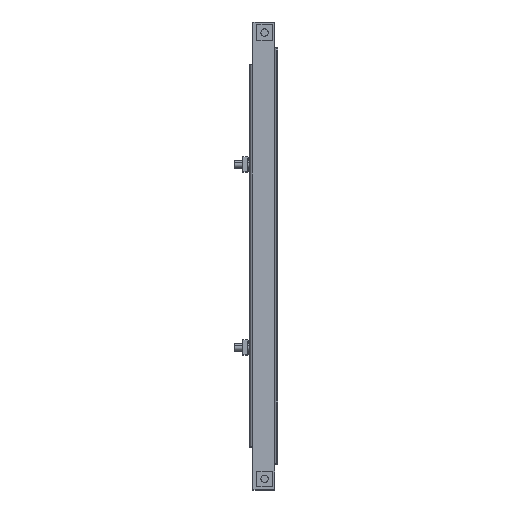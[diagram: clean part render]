
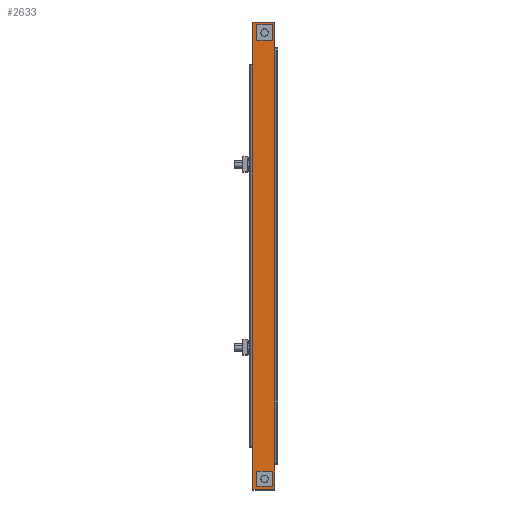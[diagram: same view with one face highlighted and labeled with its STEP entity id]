
A CAD part, top view. The second image highlights one B-rep face of the part: STEP entity #2633.
In plain terms, the highlighted face is planar.
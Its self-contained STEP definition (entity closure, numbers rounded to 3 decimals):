
#39 = CARTESIAN_POINT ( 'NONE',  ( 0., 0., -383. ) ) ;
#107 = ORIENTED_EDGE ( 'NONE', *, *, #4033, .T. ) ;
#164 = EDGE_CURVE ( 'NONE', #6600, #1778, #2815, .T. ) ;
#166 = ORIENTED_EDGE ( 'NONE', *, *, #2891, .T. ) ;
#183 = LINE ( 'NONE', #1827, #3860 ) ;
#225 = CARTESIAN_POINT ( 'NONE',  ( 0., 2.5, -383. ) ) ;
#233 = CARTESIAN_POINT ( 'NONE',  ( 0., 15.75, -379.1 ) ) ;
#241 = CARTESIAN_POINT ( 'NONE',  ( 0., 20.5, -35. ) ) ;
#330 = CARTESIAN_POINT ( 'NONE',  ( 0., 20.5, -348. ) ) ;
#634 = DIRECTION ( 'NONE',  ( 0., 0., 1. ) ) ;
#723 = ORIENTED_EDGE ( 'NONE', *, *, #5760, .T. ) ;
#737 = VECTOR ( 'NONE', #1335, 1000. ) ;
#832 = EDGE_CURVE ( 'NONE', #1778, #3477, #183, .T. ) ;
#857 = VECTOR ( 'NONE', #6130, 1000. ) ;
#888 = VERTEX_POINT ( 'NONE', #2985 ) ;
#1068 = VECTOR ( 'NONE', #4807, 1000. ) ;
#1174 = VERTEX_POINT ( 'NONE', #5452 ) ;
#1287 = EDGE_CURVE ( 'NONE', #4138, #2645, #3480, .T. ) ;
#1335 = DIRECTION ( 'NONE',  ( 0., 0., -1. ) ) ;
#1359 = VECTOR ( 'NONE', #5402, 1000. ) ;
#1450 = LINE ( 'NONE', #6880, #6847 ) ;
#1474 = EDGE_CURVE ( 'NONE', #6527, #888, #2537, .T. ) ;
#1488 = DIRECTION ( 'NONE',  ( 0., 0., 1. ) ) ;
#1583 = LINE ( 'NONE', #3248, #6518 ) ;
#1597 = CARTESIAN_POINT ( 'NONE',  ( 0., 15.75, -379.1 ) ) ;
#1601 = EDGE_CURVE ( 'NONE', #1174, #4278, #3301, .T. ) ;
#1673 = EDGE_LOOP ( 'NONE', ( #3241, #6036, #166, #2297, #6914, #2518, #1858, #6343 ) ) ;
#1778 = VERTEX_POINT ( 'NONE', #6763 ) ;
#1796 = LINE ( 'NONE', #6184, #6966 ) ;
#1827 = CARTESIAN_POINT ( 'NONE',  ( 0., 2.5, -383. ) ) ;
#1850 = FACE_BOUND ( 'NONE', #6202, .T. ) ;
#1858 = ORIENTED_EDGE ( 'NONE', *, *, #832, .F. ) ;
#1917 = CARTESIAN_POINT ( 'NONE',  ( 0., 20.5, 0. ) ) ;
#1921 = EDGE_LOOP ( 'NONE', ( #107, #4978, #4047, #2036 ) ) ;
#2036 = ORIENTED_EDGE ( 'NONE', *, *, #1474, .T. ) ;
#2287 = CARTESIAN_POINT ( 'NONE',  ( 0., 15.75, -369.6 ) ) ;
#2297 = ORIENTED_EDGE ( 'NONE', *, *, #1287, .T. ) ;
#2366 = EDGE_CURVE ( 'NONE', #6320, #2510, #2771, .T. ) ;
#2420 = DIRECTION ( 'NONE',  ( 0., -1., 0. ) ) ;
#2434 = VERTEX_POINT ( 'NONE', #5490 ) ;
#2477 = ORIENTED_EDGE ( 'NONE', *, *, #2958, .T. ) ;
#2510 = VERTEX_POINT ( 'NONE', #5595 ) ;
#2518 = ORIENTED_EDGE ( 'NONE', *, *, #4601, .T. ) ;
#2528 = CARTESIAN_POINT ( 'NONE',  ( 0., 15.75, -13.4 ) ) ;
#2537 = LINE ( 'NONE', #4233, #3024 ) ;
#2591 = CARTESIAN_POINT ( 'NONE',  ( 0., 2.5, -383. ) ) ;
#2633 = ADVANCED_FACE ( 'NONE', ( #6771, #1850, #3481 ), #5658, .F. ) ;
#2634 = DIRECTION ( 'NONE',  ( 0., 0., -1. ) ) ;
#2645 = VERTEX_POINT ( 'NONE', #241 ) ;
#2739 = CARTESIAN_POINT ( 'NONE',  ( 0., 15.75, -3.9 ) ) ;
#2771 = LINE ( 'NONE', #39, #3844 ) ;
#2813 = VERTEX_POINT ( 'NONE', #1597 ) ;
#2815 = LINE ( 'NONE', #3755, #3399 ) ;
#2865 = DIRECTION ( 'NONE',  ( 0., 1., 0. ) ) ;
#2891 = EDGE_CURVE ( 'NONE', #2510, #4138, #3940, .T. ) ;
#2897 = LINE ( 'NONE', #233, #4666 ) ;
#2900 = DIRECTION ( 'NONE',  ( 0., 0., 1. ) ) ;
#2949 = DIRECTION ( 'NONE',  ( 0., 1., 0. ) ) ;
#2958 = EDGE_CURVE ( 'NONE', #2813, #1174, #2897, .T. ) ;
#2985 = CARTESIAN_POINT ( 'NONE',  ( 0., 6.25, -3.9 ) ) ;
#3015 = EDGE_CURVE ( 'NONE', #3827, #2645, #4653, .T. ) ;
#3024 = VECTOR ( 'NONE', #3696, 1000. ) ;
#3063 = LINE ( 'NONE', #2591, #4360 ) ;
#3241 = ORIENTED_EDGE ( 'NONE', *, *, #6514, .F. ) ;
#3248 = CARTESIAN_POINT ( 'NONE',  ( 0., 15.75, -379.1 ) ) ;
#3270 = DIRECTION ( 'NONE',  ( 0., 1., 0. ) ) ;
#3301 = LINE ( 'NONE', #7063, #1068 ) ;
#3380 = CARTESIAN_POINT ( 'NONE',  ( 0., 6.25, -369.6 ) ) ;
#3399 = VECTOR ( 'NONE', #634, 1000. ) ;
#3424 = DIRECTION ( 'NONE',  ( 0., 0., 1. ) ) ;
#3477 = VERTEX_POINT ( 'NONE', #4827 ) ;
#3480 = LINE ( 'NONE', #5088, #6460 ) ;
#3481 = FACE_OUTER_BOUND ( 'NONE', #1673, .T. ) ;
#3551 = VERTEX_POINT ( 'NONE', #6318 ) ;
#3696 = DIRECTION ( 'NONE',  ( 0., 0., 1. ) ) ;
#3750 = LINE ( 'NONE', #2528, #1359 ) ;
#3755 = CARTESIAN_POINT ( 'NONE',  ( 0., 2.5, -383. ) ) ;
#3827 = VERTEX_POINT ( 'NONE', #4180 ) ;
#3844 = VECTOR ( 'NONE', #3270, 1000. ) ;
#3859 = AXIS2_PLACEMENT_3D ( 'NONE', #4161, #6947, #1488 ) ;
#3860 = VECTOR ( 'NONE', #3424, 1000. ) ;
#3940 = LINE ( 'NONE', #6164, #857 ) ;
#4033 = EDGE_CURVE ( 'NONE', #888, #6571, #1796, .T. ) ;
#4047 = ORIENTED_EDGE ( 'NONE', *, *, #6086, .T. ) ;
#4138 = VERTEX_POINT ( 'NONE', #330 ) ;
#4161 = CARTESIAN_POINT ( 'NONE',  ( 0., 0., 0. ) ) ;
#4180 = CARTESIAN_POINT ( 'NONE',  ( 0., 20.5, 0. ) ) ;
#4233 = CARTESIAN_POINT ( 'NONE',  ( 0., 6.25, -3.9 ) ) ;
#4278 = VERTEX_POINT ( 'NONE', #3380 ) ;
#4360 = VECTOR ( 'NONE', #6968, 1000. ) ;
#4479 = VECTOR ( 'NONE', #2865, 1000. ) ;
#4601 = EDGE_CURVE ( 'NONE', #3827, #3477, #1450, .T. ) ;
#4623 = ORIENTED_EDGE ( 'NONE', *, *, #4997, .T. ) ;
#4653 = LINE ( 'NONE', #1917, #737 ) ;
#4666 = VECTOR ( 'NONE', #2420, 1000. ) ;
#4807 = DIRECTION ( 'NONE',  ( 0., 0., 1. ) ) ;
#4827 = CARTESIAN_POINT ( 'NONE',  ( 0., 2.5, 0. ) ) ;
#4935 = CARTESIAN_POINT ( 'NONE',  ( 0., 2.5, -362. ) ) ;
#4978 = ORIENTED_EDGE ( 'NONE', *, *, #6471, .T. ) ;
#4997 = EDGE_CURVE ( 'NONE', #3551, #2813, #1583, .T. ) ;
#5088 = CARTESIAN_POINT ( 'NONE',  ( 0., 20.5, -383. ) ) ;
#5243 = CARTESIAN_POINT ( 'NONE',  ( 0., 6.25, -13.4 ) ) ;
#5282 = CARTESIAN_POINT ( 'NONE',  ( 0., 15.75, -3.9 ) ) ;
#5402 = DIRECTION ( 'NONE',  ( 0., -1., 0. ) ) ;
#5432 = DIRECTION ( 'NONE',  ( 0., 0., -1. ) ) ;
#5452 = CARTESIAN_POINT ( 'NONE',  ( 0., 6.25, -379.1 ) ) ;
#5487 = VECTOR ( 'NONE', #2634, 1000. ) ;
#5490 = CARTESIAN_POINT ( 'NONE',  ( 0., 15.75, -13.4 ) ) ;
#5595 = CARTESIAN_POINT ( 'NONE',  ( 0., 20.5, -383. ) ) ;
#5658 = PLANE ( 'NONE',  #3859 ) ;
#5760 = EDGE_CURVE ( 'NONE', #4278, #3551, #6629, .T. ) ;
#5782 = LINE ( 'NONE', #5282, #5487 ) ;
#6036 = ORIENTED_EDGE ( 'NONE', *, *, #2366, .T. ) ;
#6086 = EDGE_CURVE ( 'NONE', #2434, #6527, #3750, .T. ) ;
#6130 = DIRECTION ( 'NONE',  ( 0., 0., 1. ) ) ;
#6164 = CARTESIAN_POINT ( 'NONE',  ( 0., 20.5, -383. ) ) ;
#6184 = CARTESIAN_POINT ( 'NONE',  ( 0., 15.75, -3.9 ) ) ;
#6202 = EDGE_LOOP ( 'NONE', ( #4623, #2477, #6689, #723 ) ) ;
#6318 = CARTESIAN_POINT ( 'NONE',  ( 0., 15.75, -369.6 ) ) ;
#6320 = VERTEX_POINT ( 'NONE', #225 ) ;
#6343 = ORIENTED_EDGE ( 'NONE', *, *, #164, .F. ) ;
#6418 = DIRECTION ( 'NONE',  ( 0., -1., 0. ) ) ;
#6460 = VECTOR ( 'NONE', #2900, 1000. ) ;
#6471 = EDGE_CURVE ( 'NONE', #6571, #2434, #5782, .T. ) ;
#6514 = EDGE_CURVE ( 'NONE', #6320, #6600, #3063, .T. ) ;
#6518 = VECTOR ( 'NONE', #5432, 1000. ) ;
#6527 = VERTEX_POINT ( 'NONE', #5243 ) ;
#6571 = VERTEX_POINT ( 'NONE', #2739 ) ;
#6600 = VERTEX_POINT ( 'NONE', #4935 ) ;
#6629 = LINE ( 'NONE', #2287, #4479 ) ;
#6689 = ORIENTED_EDGE ( 'NONE', *, *, #1601, .T. ) ;
#6763 = CARTESIAN_POINT ( 'NONE',  ( 0., 2.5, -21. ) ) ;
#6771 = FACE_BOUND ( 'NONE', #1921, .T. ) ;
#6847 = VECTOR ( 'NONE', #6418, 1000. ) ;
#6880 = CARTESIAN_POINT ( 'NONE',  ( 0., 0., 0. ) ) ;
#6914 = ORIENTED_EDGE ( 'NONE', *, *, #3015, .F. ) ;
#6947 = DIRECTION ( 'NONE',  ( -1., 0., 0. ) ) ;
#6966 = VECTOR ( 'NONE', #2949, 1000. ) ;
#6968 = DIRECTION ( 'NONE',  ( 0., 0., 1. ) ) ;
#7063 = CARTESIAN_POINT ( 'NONE',  ( 0., 6.25, -379.1 ) ) ;
